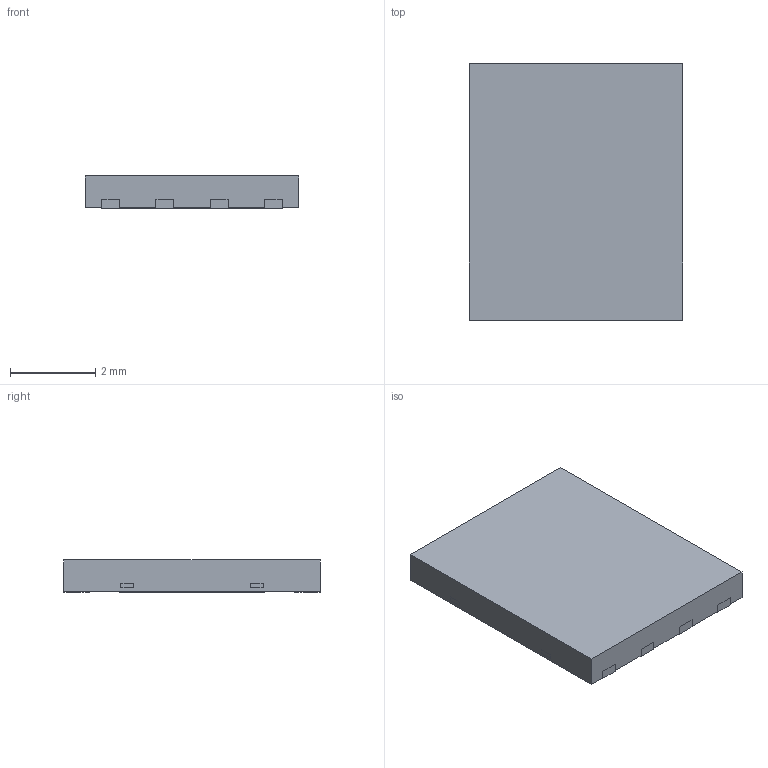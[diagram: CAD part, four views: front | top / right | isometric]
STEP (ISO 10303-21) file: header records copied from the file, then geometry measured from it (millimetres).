
FILE_DESCRIPTION (( 'STEP AP214' ), '1' );
FILE_NAME ('DFN8 5x6x0,75 (1,27) 眒忣.431433.151.STEP', '2024-06-05T11:44:25', ( '' ), ( '' ), 'SwSTEP 2.0', 'SolidWorks 2019', '' );
FILE_SCHEMA (( 'AUTOMOTIVE_DESIGN' ));
Length unit declared in the file: millimetre
Products named in the file (4): DFN8 5x6x0,75 (1,27) 眒忣.431433.151; Äåòàëü2^Ìèêðîñõåìû èíòåãðàëüíûå â êîðïóñå DFN8 5x6x0,75 (1,27); Äåòàëü1^Ìèêðîñõåìû èíòåãðàëüíûå â êîðïóñå DFN8 5x6x0,75 (1,27); Ìèêðîñõåìû èíòåãðàëüíûå â êîðïóñå DFN8 5x6x0,75 (1,27)
Assembly tree (3 placements, depth 2):
  DFN8 5x6x0,75 (1,27) 眒忣.431433.151
    Ìèêðîñõåìû èíòåãðàëüíûå â êîðïóñå DFN8 5x6x0,75 (1,27)
    Äåòàëü1^Ìèêðîñõåìû èíòåãðàëüíûå â êîðïóñå DFN8 5x6x0,75 (1,27)
    Äåòàëü2^Ìèêðîñõåìû èíòåãðàëüíûå â êîðïóñå DFN8 5x6x0,75 (1,27)
Bounding box: 5 x 6 x 0.75 mm (x, y, z)
Volume: 22.2 mm3; surface area: 147.8 mm2
Topology: 11 solids, 11 shells, 290 faces, 804 edges, 536 vertices
Faces by surface type: plane 228, cylinder 62
Entity records: 9434 total; most frequent: CARTESIAN_POINT 1636, ORIENTED_EDGE 1608, DIRECTION 1520, EDGE_CURVE 804, LINE 680, VECTOR 680, VERTEX_POINT 536, AXIS2_PLACEMENT_3D 420
